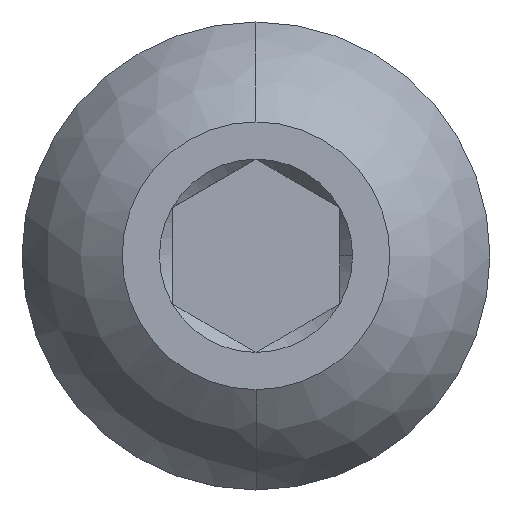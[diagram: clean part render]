
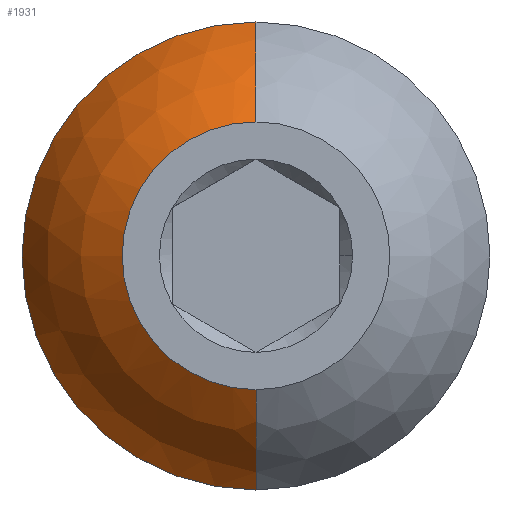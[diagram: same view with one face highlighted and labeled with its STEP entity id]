
A CAD part, top view. The second image highlights one B-rep face of the part: STEP entity #1931.
In plain terms, the highlighted spherical face has radius 5.974 mm.
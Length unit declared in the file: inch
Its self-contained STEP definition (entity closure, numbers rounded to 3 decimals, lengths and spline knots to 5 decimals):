
#9 = CIRCLE ( 'NONE', #1223, 0.23519 ) ;
#158 = CARTESIAN_POINT ( 'NONE',  ( 0., 0., 0. ) ) ;
#163 = AXIS2_PLACEMENT_3D ( 'NONE', #2101, #1242, #707 ) ;
#256 = AXIS2_PLACEMENT_3D ( 'NONE', #780, #1268, #2198 ) ;
#279 = VERTEX_POINT ( 'NONE', #1342 ) ;
#294 = CARTESIAN_POINT ( 'NONE',  ( 0., 0., -0.1122 ) ) ;
#305 = SPHERICAL_SURFACE ( 'NONE', #163, 0.23519 ) ;
#459 = AXIS2_PLACEMENT_3D ( 'NONE', #158, #512, #1703 ) ;
#490 = VERTEX_POINT ( 'NONE', #1136 ) ;
#512 = DIRECTION ( 'NONE',  ( 0., 0., 1. ) ) ;
#518 = EDGE_CURVE ( 'NONE', #279, #523, #1052, .T. ) ;
#520 = CARTESIAN_POINT ( 'NONE',  ( 0., 0., -0.19923 ) ) ;
#523 = VERTEX_POINT ( 'NONE', #1642 ) ;
#636 = EDGE_LOOP ( 'NONE', ( #1360, #984, #910, #1934, #1090 ) ) ;
#649 = DIRECTION ( 'NONE',  ( 0., -1., 0. ) ) ;
#707 = DIRECTION ( 'NONE',  ( 0., -1., 0. ) ) ;
#780 = CARTESIAN_POINT ( 'NONE',  ( 0., 0., -0.1122 ) ) ;
#850 = DIRECTION ( 'NONE',  ( 1., 0., 0. ) ) ;
#910 = ORIENTED_EDGE ( 'NONE', *, *, #518, .T. ) ;
#984 = ORIENTED_EDGE ( 'NONE', *, *, #1468, .T. ) ;
#987 = DIRECTION ( 'NONE',  ( 0., 0., 1. ) ) ;
#995 = VERTEX_POINT ( 'NONE', #1283 ) ;
#1007 = CIRCLE ( 'NONE', #459, 0.125 ) ;
#1052 = CIRCLE ( 'NONE', #256, 0.2185 ) ;
#1090 = ORIENTED_EDGE ( 'NONE', *, *, #1734, .F. ) ;
#1136 = CARTESIAN_POINT ( 'NONE',  ( 0., 0.125, 0. ) ) ;
#1223 = AXIS2_PLACEMENT_3D ( 'NONE', #2245, #2074, #649 ) ;
#1242 = DIRECTION ( 'NONE',  ( 0., 0., -1. ) ) ;
#1268 = DIRECTION ( 'NONE',  ( 0., 0., 1. ) ) ;
#1283 = CARTESIAN_POINT ( 'NONE',  ( 0., 0.2185, -0.1122 ) ) ;
#1341 = DIRECTION ( 'NONE',  ( 1., 0., 0. ) ) ;
#1342 = CARTESIAN_POINT ( 'NONE',  ( -0.2185, 0., -0.1122 ) ) ;
#1360 = ORIENTED_EDGE ( 'NONE', *, *, #1806, .F. ) ;
#1468 = EDGE_CURVE ( 'NONE', #995, #279, #1876, .T. ) ;
#1489 = VERTEX_POINT ( 'NONE', #1679 ) ;
#1616 = AXIS2_PLACEMENT_3D ( 'NONE', #520, #850, #1908 ) ;
#1642 = CARTESIAN_POINT ( 'NONE',  ( 0., -0.2185, -0.1122 ) ) ;
#1655 = CIRCLE ( 'NONE', #1616, 0.23519 ) ;
#1667 = EDGE_CURVE ( 'NONE', #523, #1489, #9, .T. ) ;
#1679 = CARTESIAN_POINT ( 'NONE',  ( 0., -0.125, 0. ) ) ;
#1703 = DIRECTION ( 'NONE',  ( 1., 0., 0. ) ) ;
#1731 = FACE_OUTER_BOUND ( 'NONE', #636, .T. ) ;
#1734 = EDGE_CURVE ( 'NONE', #490, #1489, #1007, .T. ) ;
#1806 = EDGE_CURVE ( 'NONE', #995, #490, #1655, .T. ) ;
#1876 = CIRCLE ( 'NONE', #2167, 0.2185 ) ;
#1908 = DIRECTION ( 'NONE',  ( 0., 1., 0. ) ) ;
#1931 = ADVANCED_FACE ( 'NONE', ( #1731 ), #305, .T. ) ;
#1934 = ORIENTED_EDGE ( 'NONE', *, *, #1667, .T. ) ;
#2074 = DIRECTION ( 'NONE',  ( -1., 0., 0. ) ) ;
#2101 = CARTESIAN_POINT ( 'NONE',  ( 0., 0., -0.19923 ) ) ;
#2167 = AXIS2_PLACEMENT_3D ( 'NONE', #294, #987, #1341 ) ;
#2198 = DIRECTION ( 'NONE',  ( 1., 0., 0. ) ) ;
#2245 = CARTESIAN_POINT ( 'NONE',  ( 0., 0., -0.19923 ) ) ;
